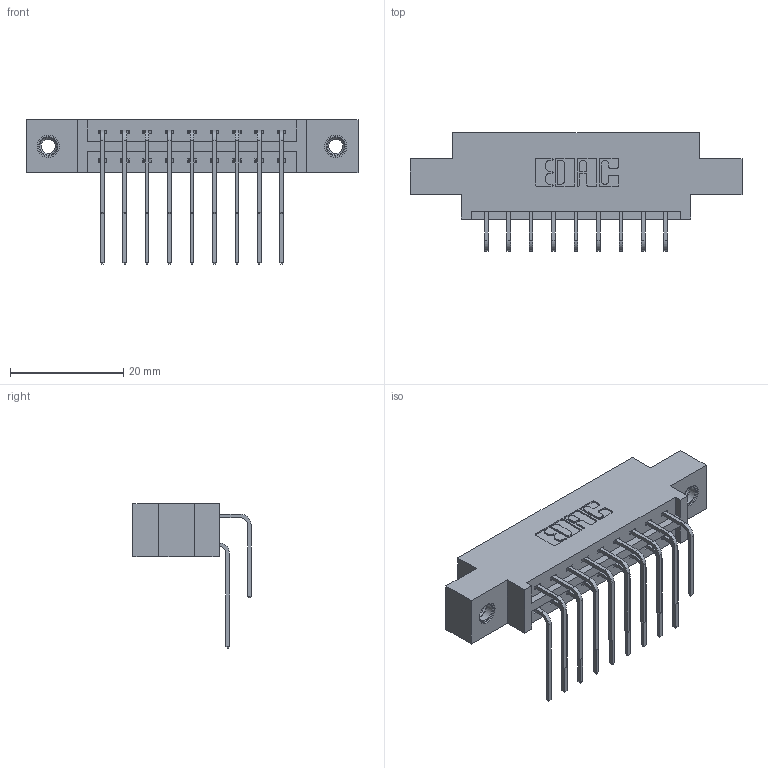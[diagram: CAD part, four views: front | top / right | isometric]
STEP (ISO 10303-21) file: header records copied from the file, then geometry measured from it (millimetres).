
FILE_DESCRIPTION (( 'STEP AP203' ), '1' );
FILE_NAME ('387-018-559-807.STEP', '2018-09-12T12:13:39', ( '' ), ( '' ), 'SwSTEP 2.0', 'SolidWorks 2016', '' );
FILE_SCHEMA (( 'CONFIG_CONTROL_DESIGN' ));
Length unit declared in the file: inch
Products named in the file (5): 337 Part_0.170 Offset - 0.156 Dia-TI; 345-292-001_558 559 Tail - 1; 345-292-001_559 Tail - 2; 345-250-001_345-250-005-103; 387-018-559-807
Assembly tree (21 placements, depth 2):
  387-018-559-807
    337 Part_0.170 Offset - 0.156 Dia-TI
    345-292-001_558 559 Tail - 1  x9
    345-292-001_559 Tail - 2  x9
    345-250-001_345-250-005-103  x2
Bounding box: 58.67 x 20.9 x 25.53 mm (x, y, z)
Volume: 5717.1 mm3; surface area: 6807.8 mm2
Topology: 21 solids, 21 shells, 1186 faces, 3465 edges, 2278 vertices
Faces by surface type: plane 826, cylinder 344, cone 12, torus 4
Entity records: 14348 total; most frequent: CARTESIAN_POINT 2472, ORIENTED_EDGE 2350, DIRECTION 2177, EDGE_CURVE 1175, VECTOR 987, LINE 987, VERTEX_POINT 776, AXIS2_PLACEMENT_3D 595
